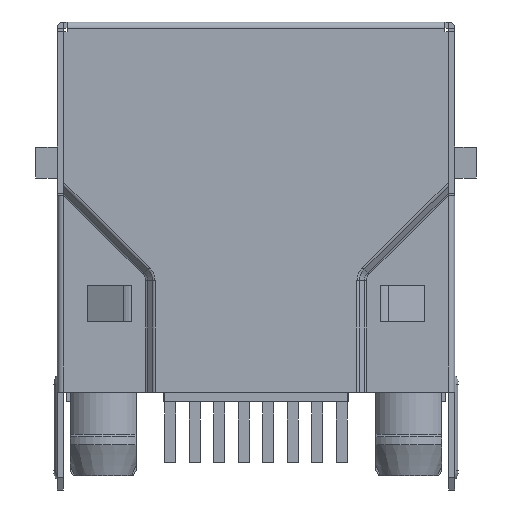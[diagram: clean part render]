
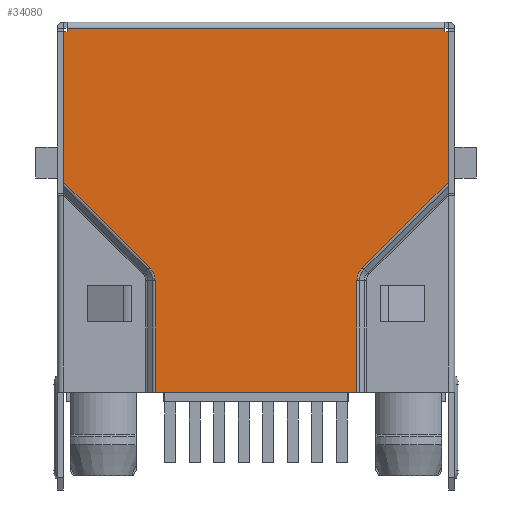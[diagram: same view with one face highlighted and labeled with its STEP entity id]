
A CAD part, front view. The second image highlights one B-rep face of the part: STEP entity #34080.
In plain terms, the highlighted planar face has unit normal (0, -1, 0).
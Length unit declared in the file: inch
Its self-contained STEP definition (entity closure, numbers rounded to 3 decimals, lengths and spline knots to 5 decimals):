
#93 = DIRECTION ( 'NONE',  ( 0., 0., 1. ) ) ;
#246 = LINE ( 'NONE', #4822, #23947 ) ;
#354 = CARTESIAN_POINT ( 'NONE',  ( -0.37504, -0.31606, 0.10351 ) ) ;
#888 = ORIENTED_EDGE ( 'NONE', *, *, #32111, .F. ) ;
#1298 = EDGE_LOOP ( 'NONE', ( #35175, #888, #33317, #13661, #22628, #26253, #24915, #18536, #33588, #33087, #5938, #36242, #17824, #33781 ) ) ;
#1358 = VECTOR ( 'NONE', #11113, 39.37008 ) ;
#1419 = FACE_OUTER_BOUND ( 'NONE', #1298, .T. ) ;
#1577 = DIRECTION ( 'NONE',  ( 1., 0., 0. ) ) ;
#1784 = CARTESIAN_POINT ( 'NONE',  ( -0.22604, -0.31606, -0.48541 ) ) ;
#2144 = VECTOR ( 'NONE', #16337, 39.37008 ) ;
#2147 = VERTEX_POINT ( 'NONE', #13001 ) ;
#2504 = CARTESIAN_POINT ( 'NONE',  ( 0.24789, -0.31606, 0.10959 ) ) ;
#3003 = CARTESIAN_POINT ( 'NONE',  ( 0.25296, -0.31606, 0.10351 ) ) ;
#3257 = CARTESIAN_POINT ( 'NONE',  ( 0.11284, -0.31606, -0.28233 ) ) ;
#3517 = DIRECTION ( 'NONE',  ( 0., 0., 1. ) ) ;
#3542 = CARTESIAN_POINT ( 'NONE',  ( 0.10396, -0.31606, -0.48541 ) ) ;
#3926 = VECTOR ( 'NONE', #3517, 39.37008 ) ;
#3988 = EDGE_CURVE ( 'NONE', #5799, #27487, #35600, .T. ) ;
#4106 = EDGE_CURVE ( 'NONE', #21605, #30250, #16100, .T. ) ;
#4492 = CARTESIAN_POINT ( 'NONE',  ( 0.24789, -0.31606, 0.10959 ) ) ;
#4822 = CARTESIAN_POINT ( 'NONE',  ( 0.11284, -0.31606, -0.28233 ) ) ;
#5785 = VECTOR ( 'NONE', #33449, 39.37008 ) ;
#5799 = VERTEX_POINT ( 'NONE', #20234 ) ;
#5938 = ORIENTED_EDGE ( 'NONE', *, *, #31806, .T. ) ;
#6210 = CARTESIAN_POINT ( 'NONE',  ( -0.37504, -0.31606, 0.10351 ) ) ;
#6469 = CARTESIAN_POINT ( 'NONE',  ( -0.23492, -0.31606, -0.28233 ) ) ;
#6885 = CARTESIAN_POINT ( 'NONE',  ( -0.25604, -0.31606, -0.30364 ) ) ;
#7225 = EDGE_CURVE ( 'NONE', #31971, #30110, #31664, .T. ) ;
#7912 = VECTOR ( 'NONE', #1577, 39.37008 ) ;
#8479 = EDGE_CURVE ( 'NONE', #30110, #37587, #34408, .T. ) ;
#8718 = CARTESIAN_POINT ( 'NONE',  ( 0.10396, -0.31606, -0.30364 ) ) ;
#8815 = AXIS2_PLACEMENT_3D ( 'NONE', #12785, #33574, #15766 ) ;
#8877 = VERTEX_POINT ( 'NONE', #29365 ) ;
#9313 = CARTESIAN_POINT ( 'NONE',  ( 0.25296, -0.31606, 0.10351 ) ) ;
#9920 = DIRECTION ( 'NONE',  ( 1., 0., 0. ) ) ;
#10421 = CARTESIAN_POINT ( 'NONE',  ( 0.24789, -0.31606, -0.48541 ) ) ;
#10914 = LINE ( 'NONE', #21328, #3926 ) ;
#11018 = EDGE_CURVE ( 'NONE', #22823, #16311, #13714, .T. ) ;
#11113 = DIRECTION ( 'NONE',  ( -0.71, 0., 0.704 ) ) ;
#11308 = CARTESIAN_POINT ( 'NONE',  ( 0.25296, -0.31606, -0.14341 ) ) ;
#12006 = LINE ( 'NONE', #354, #25950 ) ;
#12204 = AXIS2_PLACEMENT_3D ( 'NONE', #6885, #27722, #9920 ) ;
#12257 = DIRECTION ( 'NONE',  ( 0., 0., 1. ) ) ;
#12785 = CARTESIAN_POINT ( 'NONE',  ( 0.13396, -0.31606, -0.30364 ) ) ;
#13001 = CARTESIAN_POINT ( 'NONE',  ( -0.36996, -0.31606, 0.10959 ) ) ;
#13399 = VERTEX_POINT ( 'NONE', #11308 ) ;
#13661 = ORIENTED_EDGE ( 'NONE', *, *, #11018, .T. ) ;
#13714 = LINE ( 'NONE', #18655, #5785 ) ;
#14579 = CARTESIAN_POINT ( 'NONE',  ( 0.10396, -0.31606, -0.48541 ) ) ;
#14593 = DIRECTION ( 'NONE',  ( 0., 0., 1. ) ) ;
#14892 = PLANE ( 'NONE',  #26532 ) ;
#15766 = DIRECTION ( 'NONE',  ( -1., 0., 0. ) ) ;
#16100 = CIRCLE ( 'NONE', #12204, 0.03 ) ;
#16302 = VECTOR ( 'NONE', #26807, 39.37008 ) ;
#16311 = VERTEX_POINT ( 'NONE', #20944 ) ;
#16337 = DIRECTION ( 'NONE',  ( -1., 0., 0. ) ) ;
#16807 = VECTOR ( 'NONE', #21353, 39.37008 ) ;
#17137 = CARTESIAN_POINT ( 'NONE',  ( 0.24789, -0.31606, 0.10959 ) ) ;
#17237 = LINE ( 'NONE', #3003, #16302 ) ;
#17824 = ORIENTED_EDGE ( 'NONE', *, *, #18201, .F. ) ;
#17901 = DIRECTION ( 'NONE',  ( 0., -1., 0. ) ) ;
#17982 = LINE ( 'NONE', #4492, #2144 ) ;
#18023 = EDGE_CURVE ( 'NONE', #20642, #31971, #31634, .T. ) ;
#18100 = CARTESIAN_POINT ( 'NONE',  ( -0.22604, -0.31606, -0.48541 ) ) ;
#18201 = EDGE_CURVE ( 'NONE', #5799, #30376, #17237, .T. ) ;
#18536 = ORIENTED_EDGE ( 'NONE', *, *, #18023, .T. ) ;
#18655 = CARTESIAN_POINT ( 'NONE',  ( -0.37504, -0.31606, 0.10351 ) ) ;
#20234 = CARTESIAN_POINT ( 'NONE',  ( 0.24789, -0.31606, 0.10351 ) ) ;
#20642 = VERTEX_POINT ( 'NONE', #1784 ) ;
#20944 = CARTESIAN_POINT ( 'NONE',  ( -0.37504, -0.31606, -0.14341 ) ) ;
#21328 = CARTESIAN_POINT ( 'NONE',  ( -0.36996, -0.31606, 0.10959 ) ) ;
#21353 = DIRECTION ( 'NONE',  ( 0., 0., 1. ) ) ;
#21605 = VERTEX_POINT ( 'NONE', #24448 ) ;
#22628 = ORIENTED_EDGE ( 'NONE', *, *, #29447, .F. ) ;
#22823 = VERTEX_POINT ( 'NONE', #6210 ) ;
#23729 = CARTESIAN_POINT ( 'NONE',  ( 0.24789, -0.31606, 0.10959 ) ) ;
#23947 = VECTOR ( 'NONE', #31461, 39.37008 ) ;
#24150 = LINE ( 'NONE', #37700, #1358 ) ;
#24448 = CARTESIAN_POINT ( 'NONE',  ( -0.22604, -0.31606, -0.30364 ) ) ;
#24915 = ORIENTED_EDGE ( 'NONE', *, *, #34696, .F. ) ;
#25190 = EDGE_CURVE ( 'NONE', #8877, #22823, #12006, .T. ) ;
#25859 = EDGE_CURVE ( 'NONE', #30376, #13399, #34258, .T. ) ;
#25950 = VECTOR ( 'NONE', #30079, 39.37008 ) ;
#26082 = EDGE_CURVE ( 'NONE', #27487, #2147, #17982, .T. ) ;
#26253 = ORIENTED_EDGE ( 'NONE', *, *, #4106, .F. ) ;
#26370 = VECTOR ( 'NONE', #27144, 39.37008 ) ;
#26532 = AXIS2_PLACEMENT_3D ( 'NONE', #23729, #17901, #93 ) ;
#26807 = DIRECTION ( 'NONE',  ( 1., 0., 0. ) ) ;
#26953 = VECTOR ( 'NONE', #12257, 39.37008 ) ;
#27144 = DIRECTION ( 'NONE',  ( 0., 0., -1. ) ) ;
#27487 = VERTEX_POINT ( 'NONE', #17137 ) ;
#27720 = VECTOR ( 'NONE', #14593, 39.37008 ) ;
#27722 = DIRECTION ( 'NONE',  ( 0., -1., 0. ) ) ;
#29365 = CARTESIAN_POINT ( 'NONE',  ( -0.36996, -0.31606, 0.10351 ) ) ;
#29447 = EDGE_CURVE ( 'NONE', #30250, #16311, #24150, .T. ) ;
#30079 = DIRECTION ( 'NONE',  ( -1., 0., 0. ) ) ;
#30110 = VERTEX_POINT ( 'NONE', #8718 ) ;
#30250 = VERTEX_POINT ( 'NONE', #6469 ) ;
#30376 = VERTEX_POINT ( 'NONE', #33790 ) ;
#31461 = DIRECTION ( 'NONE',  ( 0.71, 0., 0.704 ) ) ;
#31634 = LINE ( 'NONE', #10421, #7912 ) ;
#31664 = LINE ( 'NONE', #3542, #16807 ) ;
#31806 = EDGE_CURVE ( 'NONE', #37587, #13399, #246, .T. ) ;
#31971 = VERTEX_POINT ( 'NONE', #14579 ) ;
#32111 = EDGE_CURVE ( 'NONE', #8877, #2147, #10914, .T. ) ;
#33087 = ORIENTED_EDGE ( 'NONE', *, *, #8479, .T. ) ;
#33317 = ORIENTED_EDGE ( 'NONE', *, *, #25190, .T. ) ;
#33449 = DIRECTION ( 'NONE',  ( 0., 0., -1. ) ) ;
#33574 = DIRECTION ( 'NONE',  ( 0., 1., 0. ) ) ;
#33588 = ORIENTED_EDGE ( 'NONE', *, *, #7225, .T. ) ;
#33781 = ORIENTED_EDGE ( 'NONE', *, *, #3988, .T. ) ;
#33790 = CARTESIAN_POINT ( 'NONE',  ( 0.25296, -0.31606, 0.10351 ) ) ;
#34080 = ADVANCED_FACE ( 'NONE', ( #1419 ), #14892, .T. ) ;
#34258 = LINE ( 'NONE', #9313, #26370 ) ;
#34408 = CIRCLE ( 'NONE', #8815, 0.03 ) ;
#34696 = EDGE_CURVE ( 'NONE', #20642, #21605, #35748, .T. ) ;
#35175 = ORIENTED_EDGE ( 'NONE', *, *, #26082, .T. ) ;
#35600 = LINE ( 'NONE', #2504, #27720 ) ;
#35748 = LINE ( 'NONE', #18100, #26953 ) ;
#36242 = ORIENTED_EDGE ( 'NONE', *, *, #25859, .F. ) ;
#37587 = VERTEX_POINT ( 'NONE', #3257 ) ;
#37700 = CARTESIAN_POINT ( 'NONE',  ( -0.23492, -0.31606, -0.28233 ) ) ;
